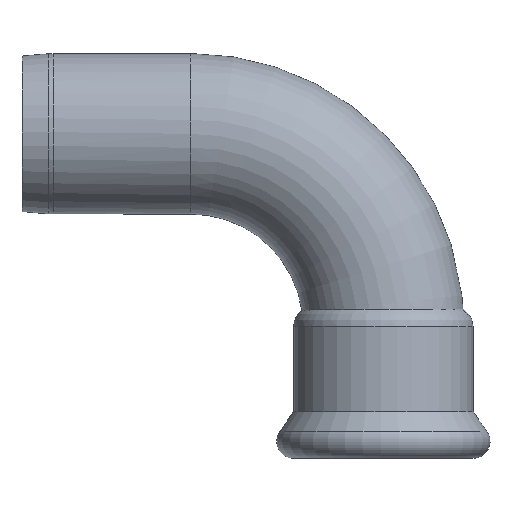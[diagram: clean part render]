
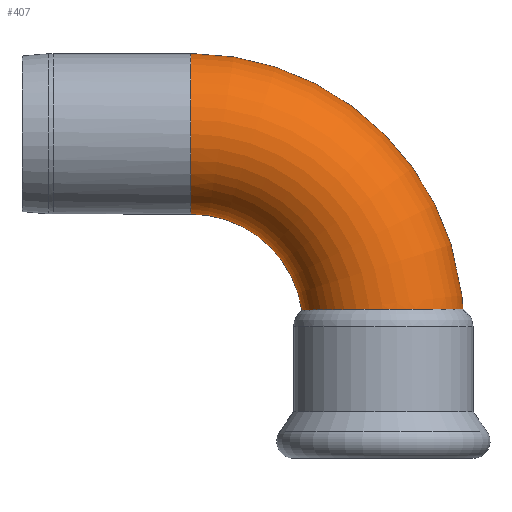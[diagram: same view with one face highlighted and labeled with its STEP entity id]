
A CAD part, front view. The second image highlights one B-rep face of the part: STEP entity #407.
In plain terms, the highlighted toroidal (fillet/blend) face has major radius 33.6 mm and minor radius 14 mm.
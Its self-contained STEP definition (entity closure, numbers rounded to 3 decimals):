
#19=B_SPLINE_CURVE_WITH_KNOTS('',3,(#677,#678,#679,#680,#681,#682,#683,
#684,#685,#686,#687,#688,#689,#690,#691,#692,#693,#694,#695,#696,#697,#698),
 .UNSPECIFIED.,.F.,.F.,(4,2,2,2,2,2,2,2,2,2,4),(0.735,1.178,
1.728,2.277,2.824,3.37,3.916,
4.462,5.01,5.559,5.844),
 .UNSPECIFIED.);
#20=B_SPLINE_CURVE_WITH_KNOTS('',3,(#700,#701,#702,#703,#704,#705,#706,
#707,#708,#709,#710,#711),.UNSPECIFIED.,.F.,.F.,(4,2,2,2,2,4),(-2.996,
-2.73,-2.18,-1.634,-1.092,
-0.784),.UNSPECIFIED.);
#21=B_SPLINE_CURVE_WITH_KNOTS('',3,(#712,#713,#714,#715,#716,#717,#718,
#719,#720,#721,#722,#723,#724),.UNSPECIFIED.,.F.,.F.,(4,2,3,2,2,4),(-0.784,
-0.548,0.,0.313,0.625,0.735),
 .UNSPECIFIED.);
#35=TOROIDAL_SURFACE('',#466,33.6,14.);
#61=FACE_OUTER_BOUND('',#87,.T.);
#87=EDGE_LOOP('',(#285,#286,#287,#288,#289,#290,#291,#292));
#138=CIRCLE('',#467,14.);
#139=CIRCLE('',#468,14.);
#140=CIRCLE('',#469,19.6);
#141=CIRCLE('',#470,14.);
#167=VERTEX_POINT('',#675);
#168=VERTEX_POINT('',#676);
#169=VERTEX_POINT('',#699);
#171=VERTEX_POINT('',#731);
#172=VERTEX_POINT('',#732);
#173=VERTEX_POINT('',#734);
#208=EDGE_CURVE('',#167,#168,#19,.F.);
#209=EDGE_CURVE('',#169,#167,#20,.F.);
#210=EDGE_CURVE('',#168,#169,#21,.F.);
#214=EDGE_CURVE('',#171,#172,#138,.T.);
#215=EDGE_CURVE('',#172,#173,#139,.T.);
#216=EDGE_CURVE('',#173,#169,#140,.T.);
#217=EDGE_CURVE('',#173,#171,#141,.T.);
#285=ORIENTED_EDGE('',*,*,#214,.T.);
#286=ORIENTED_EDGE('',*,*,#215,.T.);
#287=ORIENTED_EDGE('',*,*,#216,.T.);
#288=ORIENTED_EDGE('',*,*,#209,.T.);
#289=ORIENTED_EDGE('',*,*,#208,.T.);
#290=ORIENTED_EDGE('',*,*,#210,.T.);
#291=ORIENTED_EDGE('',*,*,#216,.F.);
#292=ORIENTED_EDGE('',*,*,#217,.T.);
#407=ADVANCED_FACE('',(#61),#35,.T.);
#466=AXIS2_PLACEMENT_3D('',#730,#545,#546);
#467=AXIS2_PLACEMENT_3D('',#733,#547,#548);
#468=AXIS2_PLACEMENT_3D('',#735,#549,#550);
#469=AXIS2_PLACEMENT_3D('',#736,#551,#552);
#470=AXIS2_PLACEMENT_3D('',#737,#553,#554);
#545=DIRECTION('center_axis',(0.,-1.,0.));
#546=DIRECTION('ref_axis',(1.,0.,0.));
#547=DIRECTION('center_axis',(1.,0.,0.));
#548=DIRECTION('ref_axis',(0.,-1.,0.));
#549=DIRECTION('center_axis',(1.,0.,0.));
#550=DIRECTION('ref_axis',(0.,-1.,0.));
#551=DIRECTION('center_axis',(0.,1.,0.));
#552=DIRECTION('ref_axis',(1.,0.,0.));
#553=DIRECTION('center_axis',(1.,0.,0.));
#554=DIRECTION('ref_axis',(0.,-1.,0.));
#675=CARTESIAN_POINT('',(-0.134,-14.,-30.602));
#676=CARTESIAN_POINT('',(-6.749,12.353,-30.651));
#677=CARTESIAN_POINT('Ctrl Pts',(-6.749,12.353,-30.651));
#678=CARTESIAN_POINT('Ctrl Pts',(-5.45,13.043,-30.639));
#679=CARTESIAN_POINT('Ctrl Pts',(-4.049,13.526,-30.628));
#680=CARTESIAN_POINT('Ctrl Pts',(-0.79,14.104,-30.605));
#681=CARTESIAN_POINT('Ctrl Pts',(1.063,14.069,-30.594));
#682=CARTESIAN_POINT('Ctrl Pts',(4.643,13.291,-30.576));
#683=CARTESIAN_POINT('Ctrl Pts',(6.337,12.558,-30.568));
#684=CARTESIAN_POINT('Ctrl Pts',(9.344,10.487,-30.556));
#685=CARTESIAN_POINT('Ctrl Pts',(10.63,9.17,-30.552));
#686=CARTESIAN_POINT('Ctrl Pts',(12.622,6.119,-30.545));
#687=CARTESIAN_POINT('Ctrl Pts',(13.31,4.415,-30.543));
#688=CARTESIAN_POINT('Ctrl Pts',(13.995,0.839,-30.541));
#689=CARTESIAN_POINT('Ctrl Pts',(13.984,-0.997,-30.541));
#690=CARTESIAN_POINT('Ctrl Pts',(13.26,-4.566,-30.543));
#691=CARTESIAN_POINT('Ctrl Pts',(12.552,-6.263,-30.545));
#692=CARTESIAN_POINT('Ctrl Pts',(10.523,-9.293,-30.552));
#693=CARTESIAN_POINT('Ctrl Pts',(9.221,-10.597,-30.557));
#694=CARTESIAN_POINT('Ctrl Pts',(6.186,-12.635,-30.569));
#695=CARTESIAN_POINT('Ctrl Pts',(4.481,-13.348,-30.577));
#696=CARTESIAN_POINT('Ctrl Pts',(1.757,-13.905,-30.591));
#697=CARTESIAN_POINT('Ctrl Pts',(0.812,-14.,-30.596));
#698=CARTESIAN_POINT('Ctrl Pts',(-0.134,-14.,-30.602));
#699=CARTESIAN_POINT('',(-14.209,0.,-30.744));
#700=CARTESIAN_POINT('Ctrl Pts',(-0.134,-14.,-30.602));
#701=CARTESIAN_POINT('Ctrl Pts',(-1.015,-14.,-30.607));
#702=CARTESIAN_POINT('Ctrl Pts',(-1.895,-13.918,-30.613));
#703=CARTESIAN_POINT('Ctrl Pts',(-4.565,-13.411,-30.632));
#704=CARTESIAN_POINT('Ctrl Pts',(-6.283,-12.721,-30.646));
#705=CARTESIAN_POINT('Ctrl Pts',(-9.347,-10.731,-30.677));
#706=CARTESIAN_POINT('Ctrl Pts',(-10.669,-9.453,-30.693));
#707=CARTESIAN_POINT('Ctrl Pts',(-12.741,-6.474,-30.721));
#708=CARTESIAN_POINT('Ctrl Pts',(-13.477,-4.804,-30.732));
#709=CARTESIAN_POINT('Ctrl Pts',(-14.097,-2.04,-30.743));
#710=CARTESIAN_POINT('Ctrl Pts',(-14.209,-1.02,-30.744));
#711=CARTESIAN_POINT('Ctrl Pts',(-14.209,0.,
-30.744));
#712=CARTESIAN_POINT('Ctrl Pts',(-14.209,0.,
-30.744));
#713=CARTESIAN_POINT('Ctrl Pts',(-14.209,0.781,-30.744));
#714=CARTESIAN_POINT('Ctrl Pts',(-14.143,1.563,-30.743));
#715=CARTESIAN_POINT('Ctrl Pts',(-13.703,4.14,-30.736));
#716=CARTESIAN_POINT('Ctrl Pts',(-13.043,5.863,-30.725));
#717=CARTESIAN_POINT('Ctrl Pts',(-12.07,7.411,-30.712));
#718=CARTESIAN_POINT('Ctrl Pts',(-11.515,8.295,-30.704));
#719=CARTESIAN_POINT('Ctrl Pts',(-10.863,9.114,-30.695));
#720=CARTESIAN_POINT('Ctrl Pts',(-9.391,10.591,-30.678));
#721=CARTESIAN_POINT('Ctrl Pts',(-8.576,11.244,-30.669));
#722=CARTESIAN_POINT('Ctrl Pts',(-7.388,11.998,-30.657));
#723=CARTESIAN_POINT('Ctrl Pts',(-7.071,12.182,-30.654));
#724=CARTESIAN_POINT('Ctrl Pts',(-6.749,12.353,-30.651));
#730=CARTESIAN_POINT('Origin',(-33.6,0.,-33.6));
#731=CARTESIAN_POINT('',(-33.6,14.,0.));
#732=CARTESIAN_POINT('',(-33.6,-14.,0.));
#733=CARTESIAN_POINT('Origin',(-33.6,0.,0.));
#734=CARTESIAN_POINT('',(-33.6,0.,-14.));
#735=CARTESIAN_POINT('Origin',(-33.6,0.,0.));
#736=CARTESIAN_POINT('Origin',(-33.6,0.,-33.6));
#737=CARTESIAN_POINT('Origin',(-33.6,0.,0.));
